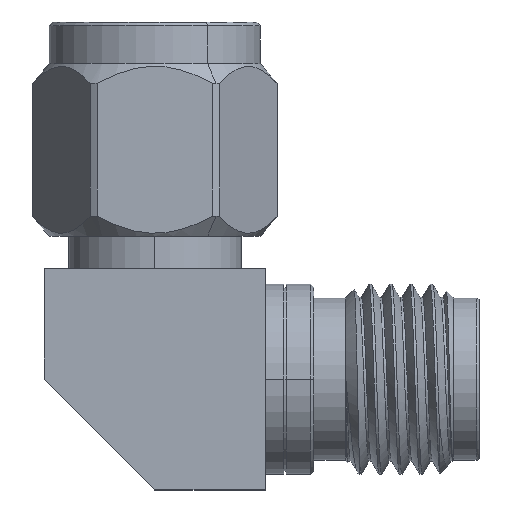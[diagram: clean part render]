
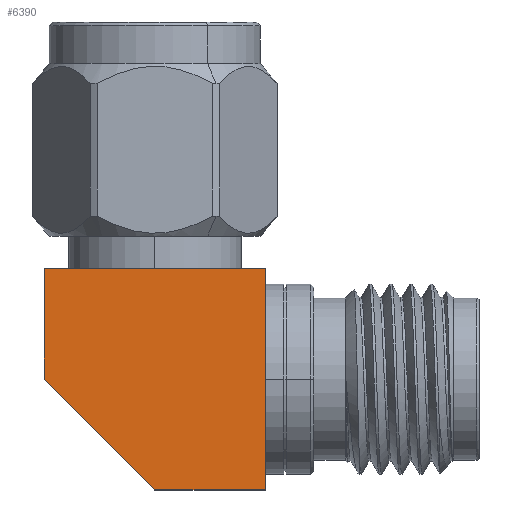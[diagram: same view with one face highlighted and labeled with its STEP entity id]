
A CAD part, top view. The second image highlights one B-rep face of the part: STEP entity #6390.
In plain terms, the highlighted planar face has unit normal (0, 0, 1).
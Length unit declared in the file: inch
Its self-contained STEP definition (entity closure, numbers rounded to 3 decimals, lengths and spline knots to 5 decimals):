
#112 = FACE_OUTER_BOUND ( 'NONE', #6096, .T. ) ;
#331 = VECTOR ( 'NONE', #5160, 39.37008 ) ;
#525 = DIRECTION ( 'NONE',  ( -1., 0., 0. ) ) ;
#550 = CARTESIAN_POINT ( 'NONE',  ( 0., -0.16, 0.16 ) ) ;
#973 = CARTESIAN_POINT ( 'NONE',  ( -0.16, 0.16, 0.16 ) ) ;
#1014 = DIRECTION ( 'NONE',  ( 0., 0., -1. ) ) ;
#1218 = EDGE_CURVE ( 'NONE', #7190, #3964, #1837, .T. ) ;
#1345 = CARTESIAN_POINT ( 'NONE',  ( -0.16, -0.16, 0.16 ) ) ;
#1420 = EDGE_CURVE ( 'NONE', #6110, #7190, #6094, .T. ) ;
#1473 = CARTESIAN_POINT ( 'NONE',  ( -0.16, -0.16, 0.16 ) ) ;
#1543 = CARTESIAN_POINT ( 'NONE',  ( 0.16, 0.16, 0.16 ) ) ;
#1837 = LINE ( 'NONE', #5702, #331 ) ;
#1958 = CARTESIAN_POINT ( 'NONE',  ( 0.16, -0.16, 0.16 ) ) ;
#2256 = CARTESIAN_POINT ( 'NONE',  ( 0., -0.16, 0.16 ) ) ;
#2356 = VECTOR ( 'NONE', #7051, 39.37008 ) ;
#2501 = CARTESIAN_POINT ( 'NONE',  ( -0.16, 0.16, 0.16 ) ) ;
#2918 = DIRECTION ( 'NONE',  ( 0.707, -0.707, 0. ) ) ;
#2981 = VECTOR ( 'NONE', #2918, 39.37008 ) ;
#3089 = LINE ( 'NONE', #2501, #2356 ) ;
#3253 = DIRECTION ( 'NONE',  ( 0., -1., 0. ) ) ;
#3337 = PLANE ( 'NONE',  #5319 ) ;
#3724 = VECTOR ( 'NONE', #3253, 39.37008 ) ;
#3921 = VECTOR ( 'NONE', #5383, 39.37008 ) ;
#3964 = VERTEX_POINT ( 'NONE', #1543 ) ;
#4229 = ORIENTED_EDGE ( 'NONE', *, *, #1218, .T. ) ;
#4479 = EDGE_CURVE ( 'NONE', #7350, #5397, #5246, .T. ) ;
#4522 = LINE ( 'NONE', #550, #2981 ) ;
#5160 = DIRECTION ( 'NONE',  ( 0., 1., 0. ) ) ;
#5246 = LINE ( 'NONE', #1473, #3724 ) ;
#5319 = AXIS2_PLACEMENT_3D ( 'NONE', #7399, #1014, #525 ) ;
#5383 = DIRECTION ( 'NONE',  ( 1., 0., 0. ) ) ;
#5397 = VERTEX_POINT ( 'NONE', #5499 ) ;
#5499 = CARTESIAN_POINT ( 'NONE',  ( -0.16, 0., 0.16 ) ) ;
#5702 = CARTESIAN_POINT ( 'NONE',  ( 0.16, -0.16, 0.16 ) ) ;
#6094 = LINE ( 'NONE', #1345, #3921 ) ;
#6096 = EDGE_LOOP ( 'NONE', ( #6845, #7097, #6941, #4229, #6191 ) ) ;
#6110 = VERTEX_POINT ( 'NONE', #2256 ) ;
#6191 = ORIENTED_EDGE ( 'NONE', *, *, #6606, .T. ) ;
#6390 = ADVANCED_FACE ( 'NONE', ( #112 ), #3337, .F. ) ;
#6445 = EDGE_CURVE ( 'NONE', #5397, #6110, #4522, .T. ) ;
#6606 = EDGE_CURVE ( 'NONE', #3964, #7350, #3089, .T. ) ;
#6845 = ORIENTED_EDGE ( 'NONE', *, *, #4479, .T. ) ;
#6941 = ORIENTED_EDGE ( 'NONE', *, *, #1420, .T. ) ;
#7051 = DIRECTION ( 'NONE',  ( -1., 0., 0. ) ) ;
#7097 = ORIENTED_EDGE ( 'NONE', *, *, #6445, .T. ) ;
#7190 = VERTEX_POINT ( 'NONE', #1958 ) ;
#7350 = VERTEX_POINT ( 'NONE', #973 ) ;
#7399 = CARTESIAN_POINT ( 'NONE',  ( 0., 0., 0.16 ) ) ;
